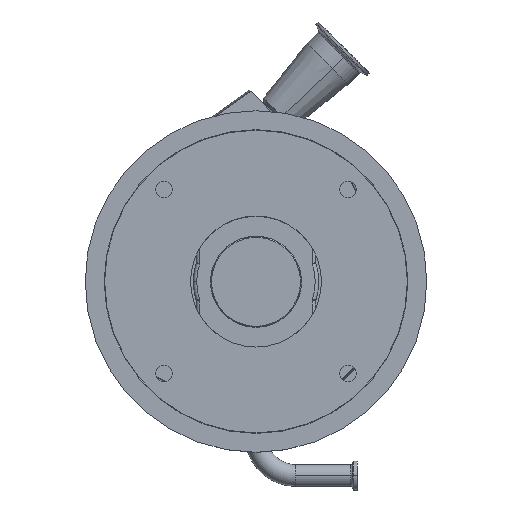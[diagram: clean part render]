
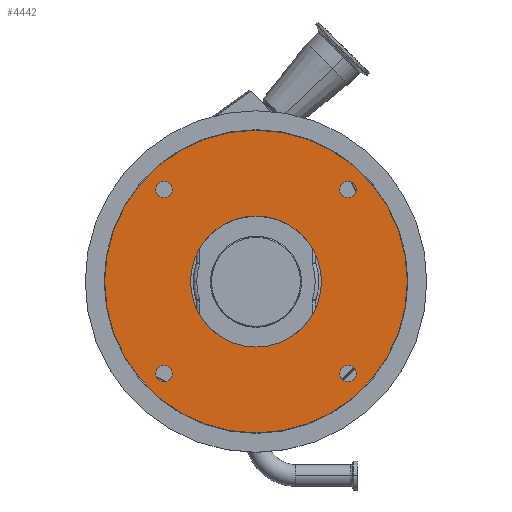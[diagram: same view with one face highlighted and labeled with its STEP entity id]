
A CAD part, top view. The second image highlights one B-rep face of the part: STEP entity #4442.
In plain terms, the highlighted planar face has unit normal (0, 0, 1).
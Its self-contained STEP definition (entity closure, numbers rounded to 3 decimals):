
#166 = DIRECTION ( 'NONE',  ( 1., 0., 0. ) ) ;
#282 = CIRCLE ( 'NONE', #3925, 7.25 ) ;
#427 = EDGE_LOOP ( 'NONE', ( #9461, #11964 ) ) ;
#432 = CARTESIAN_POINT ( 'NONE',  ( 0., 0., -9. ) ) ;
#707 = VERTEX_POINT ( 'NONE', #9093 ) ;
#825 = ORIENTED_EDGE ( 'NONE', *, *, #1548, .F. ) ;
#867 = CARTESIAN_POINT ( 'NONE',  ( 0., 0., -9. ) ) ;
#1035 = DIRECTION ( 'NONE',  ( 1., 0., 0. ) ) ;
#1178 = AXIS2_PLACEMENT_3D ( 'NONE', #11601, #11787, #1525 ) ;
#1293 = CIRCLE ( 'NONE', #7527, 7.25 ) ;
#1299 = DIRECTION ( 'NONE',  ( 1., 0., 0. ) ) ;
#1394 = CARTESIAN_POINT ( 'NONE',  ( 0., 0., -9. ) ) ;
#1525 = DIRECTION ( 'NONE',  ( 1., 0., 0. ) ) ;
#1548 = EDGE_CURVE ( 'NONE', #12267, #12391, #10295, .T. ) ;
#1599 = CIRCLE ( 'NONE', #11312, 7.25 ) ;
#1762 = ORIENTED_EDGE ( 'NONE', *, *, #2898, .F. ) ;
#1868 = AXIS2_PLACEMENT_3D ( 'NONE', #432, #4527, #166 ) ;
#2023 = EDGE_CURVE ( 'NONE', #9975, #9179, #12703, .T. ) ;
#2119 = AXIS2_PLACEMENT_3D ( 'NONE', #8372, #12502, #1035 ) ;
#2122 = CARTESIAN_POINT ( 'NONE',  ( 88.072, 80.822, -9. ) ) ;
#2445 = AXIS2_PLACEMENT_3D ( 'NONE', #8761, #12907, #2638 ) ;
#2638 = DIRECTION ( 'NONE',  ( 1., 0., 0. ) ) ;
#2828 = FACE_BOUND ( 'NONE', #11220, .T. ) ;
#2898 = EDGE_CURVE ( 'NONE', #12391, #12267, #3845, .T. ) ;
#2952 = DIRECTION ( 'NONE',  ( 1., 0., 0. ) ) ;
#3081 = DIRECTION ( 'NONE',  ( 0., 0., 1. ) ) ;
#3127 = CARTESIAN_POINT ( 'NONE',  ( -73.572, 80.822, -9. ) ) ;
#3278 = ORIENTED_EDGE ( 'NONE', *, *, #8695, .F. ) ;
#3299 = VERTEX_POINT ( 'NONE', #10886 ) ;
#3330 = CIRCLE ( 'NONE', #3971, 132.95 ) ;
#3583 = CARTESIAN_POINT ( 'NONE',  ( -88.072, 80.822, -9. ) ) ;
#3808 = CIRCLE ( 'NONE', #1868, 57.5 ) ;
#3828 = PLANE ( 'NONE',  #6285 ) ;
#3845 = CIRCLE ( 'NONE', #11406, 7.25 ) ;
#3907 = DIRECTION ( 'NONE',  ( 1., 0., 0. ) ) ;
#3925 = AXIS2_PLACEMENT_3D ( 'NONE', #7998, #12127, #2952 ) ;
#3971 = AXIS2_PLACEMENT_3D ( 'NONE', #9481, #4341, #3907 ) ;
#4341 = DIRECTION ( 'NONE',  ( 0., 0., 1. ) ) ;
#4426 = VERTEX_POINT ( 'NONE', #10034 ) ;
#4442 = ADVANCED_FACE ( 'NONE', ( #11199, #7933, #8939, #2828, #6043, #9905 ), #3828, .T. ) ;
#4452 = AXIS2_PLACEMENT_3D ( 'NONE', #1394, #11784, #8409 ) ;
#4498 = EDGE_CURVE ( 'NONE', #6888, #4426, #282, .T. ) ;
#4527 = DIRECTION ( 'NONE',  ( 0., 0., 1. ) ) ;
#4667 = ORIENTED_EDGE ( 'NONE', *, *, #5409, .F. ) ;
#4977 = DIRECTION ( 'NONE',  ( 1., 0., 0. ) ) ;
#4989 = CARTESIAN_POINT ( 'NONE',  ( -80.822, 80.822, -9. ) ) ;
#5074 = CARTESIAN_POINT ( 'NONE',  ( 73.572, -80.822, -9. ) ) ;
#5267 = VERTEX_POINT ( 'NONE', #3583 ) ;
#5409 = EDGE_CURVE ( 'NONE', #4426, #6888, #11499, .T. ) ;
#5867 = CARTESIAN_POINT ( 'NONE',  ( -80.822, 80.822, -9. ) ) ;
#5906 = DIRECTION ( 'NONE',  ( 1., 0., 0. ) ) ;
#6043 = FACE_BOUND ( 'NONE', #7217, .T. ) ;
#6163 = VERTEX_POINT ( 'NONE', #8534 ) ;
#6285 = AXIS2_PLACEMENT_3D ( 'NONE', #12064, #8871, #5906 ) ;
#6402 = ORIENTED_EDGE ( 'NONE', *, *, #7628, .F. ) ;
#6515 = ORIENTED_EDGE ( 'NONE', *, *, #6533, .T. ) ;
#6533 = EDGE_CURVE ( 'NONE', #9179, #9975, #3330, .T. ) ;
#6812 = DIRECTION ( 'NONE',  ( 1., 0., 0. ) ) ;
#6851 = CIRCLE ( 'NONE', #11382, 7.25 ) ;
#6888 = VERTEX_POINT ( 'NONE', #2122 ) ;
#7217 = EDGE_LOOP ( 'NONE', ( #8260, #4667 ) ) ;
#7220 = CARTESIAN_POINT ( 'NONE',  ( 88.072, -80.822, -9. ) ) ;
#7368 = ORIENTED_EDGE ( 'NONE', *, *, #11280, .F. ) ;
#7527 = AXIS2_PLACEMENT_3D ( 'NONE', #5867, #10069, #13182 ) ;
#7604 = CARTESIAN_POINT ( 'NONE',  ( 132.95, 0., -9. ) ) ;
#7628 = EDGE_CURVE ( 'NONE', #3299, #707, #9142, .T. ) ;
#7732 = CIRCLE ( 'NONE', #12715, 57.5 ) ;
#7834 = EDGE_CURVE ( 'NONE', #9366, #5267, #1599, .T. ) ;
#7933 = FACE_BOUND ( 'NONE', #427, .T. ) ;
#7998 = CARTESIAN_POINT ( 'NONE',  ( 80.822, 80.822, -9. ) ) ;
#8260 = ORIENTED_EDGE ( 'NONE', *, *, #4498, .F. ) ;
#8265 = CARTESIAN_POINT ( 'NONE',  ( 80.822, -80.822, -9. ) ) ;
#8371 = CARTESIAN_POINT ( 'NONE',  ( -80.822, -80.822, -9. ) ) ;
#8372 = CARTESIAN_POINT ( 'NONE',  ( 80.822, -80.822, -9. ) ) ;
#8395 = EDGE_LOOP ( 'NONE', ( #10560, #3278 ) ) ;
#8409 = DIRECTION ( 'NONE',  ( 1., 0., 0. ) ) ;
#8534 = CARTESIAN_POINT ( 'NONE',  ( 57.5, 0., -9. ) ) ;
#8608 = EDGE_CURVE ( 'NONE', #5267, #9366, #1293, .T. ) ;
#8695 = EDGE_CURVE ( 'NONE', #8810, #6163, #7732, .T. ) ;
#8761 = CARTESIAN_POINT ( 'NONE',  ( 80.822, 80.822, -9. ) ) ;
#8810 = VERTEX_POINT ( 'NONE', #10837 ) ;
#8871 = DIRECTION ( 'NONE',  ( 0., 0., 1. ) ) ;
#8939 = FACE_BOUND ( 'NONE', #11744, .T. ) ;
#9093 = CARTESIAN_POINT ( 'NONE',  ( -88.072, -80.822, -9. ) ) ;
#9142 = CIRCLE ( 'NONE', #1178, 7.25 ) ;
#9179 = VERTEX_POINT ( 'NONE', #10696 ) ;
#9366 = VERTEX_POINT ( 'NONE', #3127 ) ;
#9461 = ORIENTED_EDGE ( 'NONE', *, *, #7834, .F. ) ;
#9481 = CARTESIAN_POINT ( 'NONE',  ( 0., 0., -9. ) ) ;
#9905 = FACE_BOUND ( 'NONE', #8395, .T. ) ;
#9975 = VERTEX_POINT ( 'NONE', #7604 ) ;
#9980 = DIRECTION ( 'NONE',  ( 0., 0., 1. ) ) ;
#10034 = CARTESIAN_POINT ( 'NONE',  ( 73.572, 80.822, -9. ) ) ;
#10069 = DIRECTION ( 'NONE',  ( 0., 0., 1. ) ) ;
#10295 = CIRCLE ( 'NONE', #2119, 7.25 ) ;
#10334 = EDGE_CURVE ( 'NONE', #6163, #8810, #3808, .T. ) ;
#10560 = ORIENTED_EDGE ( 'NONE', *, *, #10334, .F. ) ;
#10661 = ORIENTED_EDGE ( 'NONE', *, *, #2023, .T. ) ;
#10696 = CARTESIAN_POINT ( 'NONE',  ( -132.95, 0., -9. ) ) ;
#10837 = CARTESIAN_POINT ( 'NONE',  ( -57.5, 0., -9. ) ) ;
#10886 = CARTESIAN_POINT ( 'NONE',  ( -73.572, -80.822, -9. ) ) ;
#10986 = DIRECTION ( 'NONE',  ( 0., 0., 1. ) ) ;
#11051 = DIRECTION ( 'NONE',  ( 1., 0., 0. ) ) ;
#11199 = FACE_OUTER_BOUND ( 'NONE', #11297, .T. ) ;
#11220 = EDGE_LOOP ( 'NONE', ( #1762, #825 ) ) ;
#11280 = EDGE_CURVE ( 'NONE', #707, #3299, #6851, .T. ) ;
#11297 = EDGE_LOOP ( 'NONE', ( #10661, #6515 ) ) ;
#11312 = AXIS2_PLACEMENT_3D ( 'NONE', #4989, #9980, #6812 ) ;
#11382 = AXIS2_PLACEMENT_3D ( 'NONE', #8371, #12635, #1299 ) ;
#11406 = AXIS2_PLACEMENT_3D ( 'NONE', #8265, #3081, #4977 ) ;
#11499 = CIRCLE ( 'NONE', #2445, 7.25 ) ;
#11601 = CARTESIAN_POINT ( 'NONE',  ( -80.822, -80.822, -9. ) ) ;
#11744 = EDGE_LOOP ( 'NONE', ( #6402, #7368 ) ) ;
#11784 = DIRECTION ( 'NONE',  ( 0., 0., 1. ) ) ;
#11787 = DIRECTION ( 'NONE',  ( 0., 0., 1. ) ) ;
#11964 = ORIENTED_EDGE ( 'NONE', *, *, #8608, .F. ) ;
#12064 = CARTESIAN_POINT ( 'NONE',  ( 0., 0., -9. ) ) ;
#12127 = DIRECTION ( 'NONE',  ( 0., 0., 1. ) ) ;
#12267 = VERTEX_POINT ( 'NONE', #5074 ) ;
#12391 = VERTEX_POINT ( 'NONE', #7220 ) ;
#12502 = DIRECTION ( 'NONE',  ( 0., 0., 1. ) ) ;
#12635 = DIRECTION ( 'NONE',  ( 0., 0., 1. ) ) ;
#12703 = CIRCLE ( 'NONE', #4452, 132.95 ) ;
#12715 = AXIS2_PLACEMENT_3D ( 'NONE', #867, #10986, #11051 ) ;
#12907 = DIRECTION ( 'NONE',  ( 0., 0., 1. ) ) ;
#13182 = DIRECTION ( 'NONE',  ( 1., 0., 0. ) ) ;
